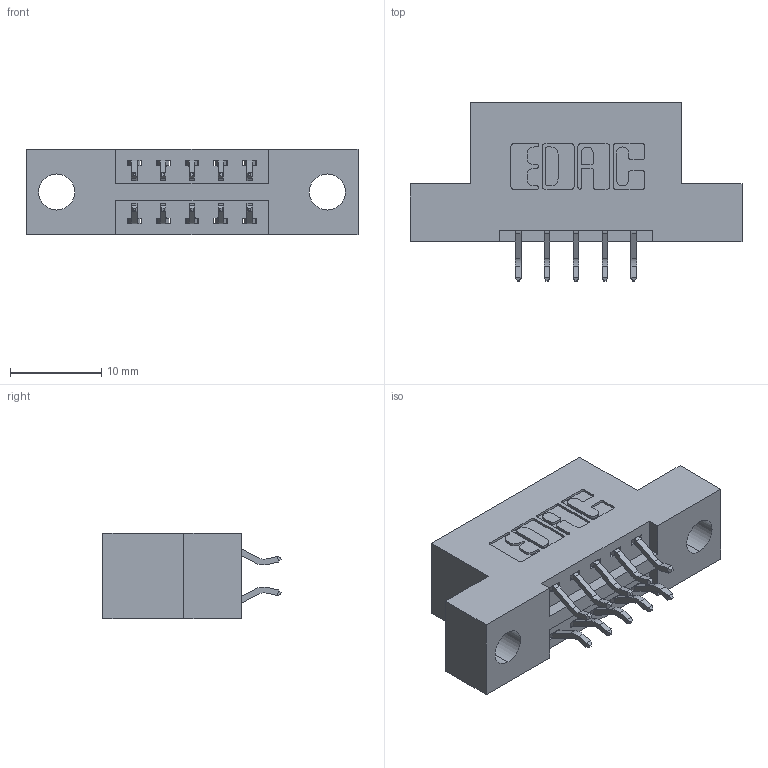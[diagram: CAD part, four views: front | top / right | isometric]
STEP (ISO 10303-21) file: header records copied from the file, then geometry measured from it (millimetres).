
FILE_DESCRIPTION (( 'STEP AP203' ), '1' );
FILE_NAME ('346-010-556-204.STEP', '2022-05-17T17:59:12', ( '' ), ( '' ), 'SwSTEP 2.0', 'SolidWorks 2020', '' );
FILE_SCHEMA (( 'CONFIG_CONTROL_DESIGN' ));
Length unit declared in the file: inch
Products named in the file (3): 345-292-001_556 Tail; 346-010-556-204; 346 Part_Flush Mounting Lugs - 0.156 Dia-TH
Assembly tree (11 placements, depth 2):
  346-010-556-204
    346 Part_Flush Mounting Lugs - 0.156 Dia-TH
    345-292-001_556 Tail  x10
Bounding box: 36.45 x 19.57 x 9.4 mm (x, y, z)
Volume: 3160.5 mm3; surface area: 3601.4 mm2
Topology: 11 solids, 11 shells, 716 faces, 2095 edges, 1382 vertices
Faces by surface type: plane 480, cylinder 236
Entity records: 8883 total; most frequent: CARTESIAN_POINT 1534, ORIENTED_EDGE 1454, DIRECTION 1391, EDGE_CURVE 727, LINE 567, VECTOR 567, VERTEX_POINT 482, AXIS2_PLACEMENT_3D 412
